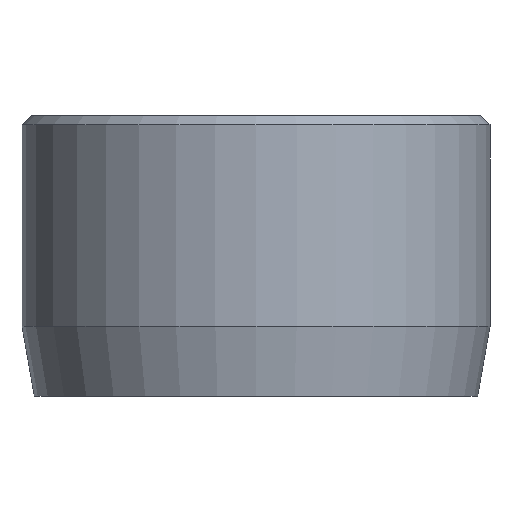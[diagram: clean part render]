
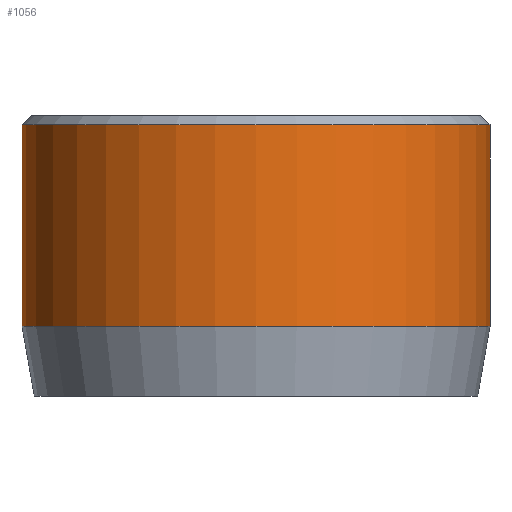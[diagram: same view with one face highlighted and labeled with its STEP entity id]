
A CAD part, front view. The second image highlights one B-rep face of the part: STEP entity #1056.
In plain terms, the highlighted cylindrical face has radius 5 mm (diameter 10 mm), a partial arc.
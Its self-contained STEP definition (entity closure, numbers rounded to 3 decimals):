
#37 = CARTESIAN_POINT ( 'NONE',  ( -5., 0., 6. ) ) ;
#43 = ORIENTED_EDGE ( 'NONE', *, *, #840, .T. ) ;
#80 = DIRECTION ( 'NONE',  ( 0., 0., -1. ) ) ;
#126 = DIRECTION ( 'NONE',  ( 1., 0., 0. ) ) ;
#130 = DIRECTION ( 'NONE',  ( 0., 0., -1. ) ) ;
#132 = CARTESIAN_POINT ( 'NONE',  ( 0., 0., 5.8 ) ) ;
#143 = CARTESIAN_POINT ( 'NONE',  ( 5., 0., 5.8 ) ) ;
#147 = ORIENTED_EDGE ( 'NONE', *, *, #909, .F. ) ;
#165 = VERTEX_POINT ( 'NONE', #819 ) ;
#171 = EDGE_CURVE ( 'NONE', #182, #165, #189, .T. ) ;
#182 = VERTEX_POINT ( 'NONE', #813 ) ;
#189 = CIRCLE ( 'NONE', #292, 5. ) ;
#292 = AXIS2_PLACEMENT_3D ( 'NONE', #807, #805, #803 ) ;
#305 = VERTEX_POINT ( 'NONE', #479 ) ;
#408 = EDGE_CURVE ( 'NONE', #421, #305, #530, .T. ) ;
#421 = VERTEX_POINT ( 'NONE', #143 ) ;
#479 = CARTESIAN_POINT ( 'NONE',  ( -5., 0., 5.8 ) ) ;
#530 = CIRCLE ( 'NONE', #1014, 5. ) ;
#583 = LINE ( 'NONE', #995, #1042 ) ;
#641 = VECTOR ( 'NONE', #988, 1000. ) ;
#707 = EDGE_LOOP ( 'NONE', ( #147, #1046, #43, #756 ) ) ;
#756 = ORIENTED_EDGE ( 'NONE', *, *, #171, .T. ) ;
#803 = DIRECTION ( 'NONE',  ( 1., 0., 0. ) ) ;
#805 = DIRECTION ( 'NONE',  ( 0., 0., 1. ) ) ;
#807 = CARTESIAN_POINT ( 'NONE',  ( 0., 0., 1.5 ) ) ;
#808 = CYLINDRICAL_SURFACE ( 'NONE', #1190, 5. ) ;
#813 = CARTESIAN_POINT ( 'NONE',  ( -5., 0., 1.5 ) ) ;
#819 = CARTESIAN_POINT ( 'NONE',  ( 5., 0., 1.5 ) ) ;
#840 = EDGE_CURVE ( 'NONE', #305, #182, #1099, .T. ) ;
#843 = CARTESIAN_POINT ( 'NONE',  ( 0., 0., 6. ) ) ;
#909 = EDGE_CURVE ( 'NONE', #421, #165, #583, .T. ) ;
#932 = DIRECTION ( 'NONE',  ( -1., 0., 0. ) ) ;
#988 = DIRECTION ( 'NONE',  ( 0., 0., -1. ) ) ;
#995 = CARTESIAN_POINT ( 'NONE',  ( 5., 0., 6. ) ) ;
#1014 = AXIS2_PLACEMENT_3D ( 'NONE', #132, #130, #126 ) ;
#1042 = VECTOR ( 'NONE', #1082, 1000. ) ;
#1046 = ORIENTED_EDGE ( 'NONE', *, *, #408, .T. ) ;
#1056 = ADVANCED_FACE ( 'NONE', ( #1057 ), #808, .T. ) ;
#1057 = FACE_OUTER_BOUND ( 'NONE', #707, .T. ) ;
#1082 = DIRECTION ( 'NONE',  ( 0., 0., -1. ) ) ;
#1099 = LINE ( 'NONE', #37, #641 ) ;
#1190 = AXIS2_PLACEMENT_3D ( 'NONE', #843, #80, #932 ) ;
